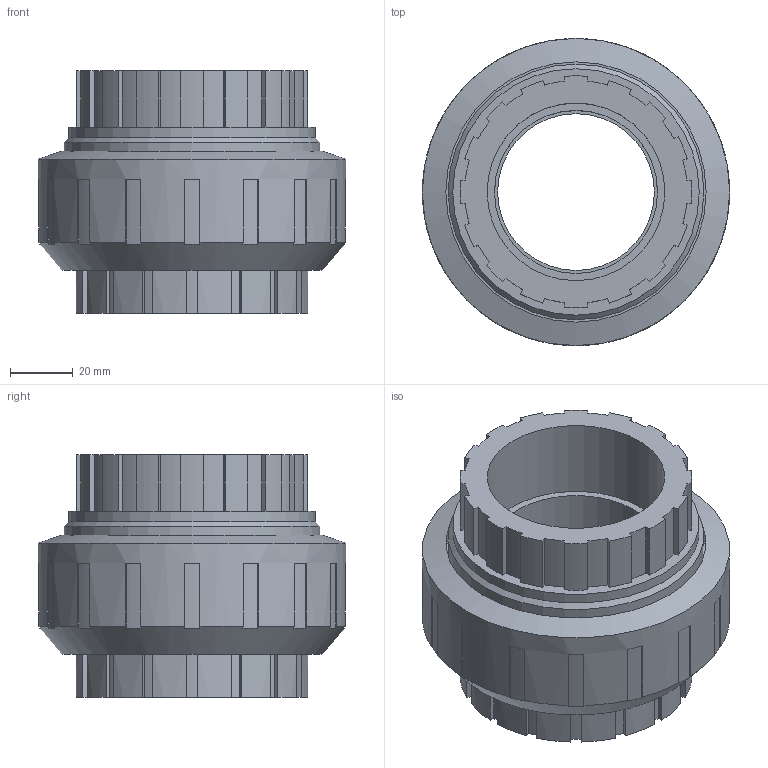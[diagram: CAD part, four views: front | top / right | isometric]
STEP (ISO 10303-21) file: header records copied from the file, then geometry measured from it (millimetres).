
FILE_DESCRIPTION(/* description */ (''),/* implementation_level */ '2;1');
FILE_NAME(/* name */ 'BFV200E.iam.stp',/* time_stamp */ '2013-10-01T14:58:43+02:00',/* author */ ('bfaro'),/* organization */ (''),/* preprocessor_version */ 'ST-DEVELOPER v15.2',/* originating_system */ 'Autodesk Inventor 2014',/* authorisation */ '');
FILE_SCHEMA (('AUTOMOTIVE_DESIGN { 1 0 10303 214 3 1 1 }'));
Length unit declared in the file: millimetre
Products named in the file (4): QBFV200; FBFV200; EFV234; BFV200E
Bounding box: 98 x 98 x 77.4 mm (x, y, z)
Volume: 257581.8 mm3; surface area: 72239.2 mm2
Topology: 3 solids, 3 shells, 223 faces, 626 edges, 416 vertices
Faces by surface type: plane 141, cylinder 78, cone 4
Full cylindrical faces by diameter (mm): 50 x1, 52 x1, 56.3 x1, 56.656 x2, 69.5 x1, 74 x1, 74.1 x1, 78 x1, 78.576 x1, 78.579 x1, 81.534 x1, 83 x1, 98 x1
Entity records: 7192 total; most frequent: CARTESIAN_POINT 1310, DIRECTION 1252, ORIENTED_EDGE 1208, EDGE_CURVE 604, AXIS2_PLACEMENT_3D 450, VERTEX_POINT 412, LINE 352, VECTOR 352
